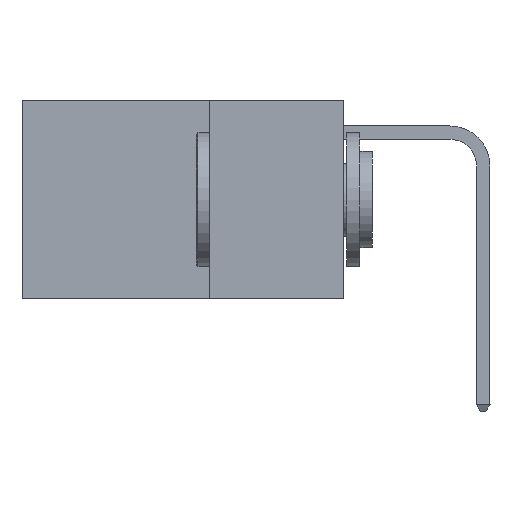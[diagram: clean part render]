
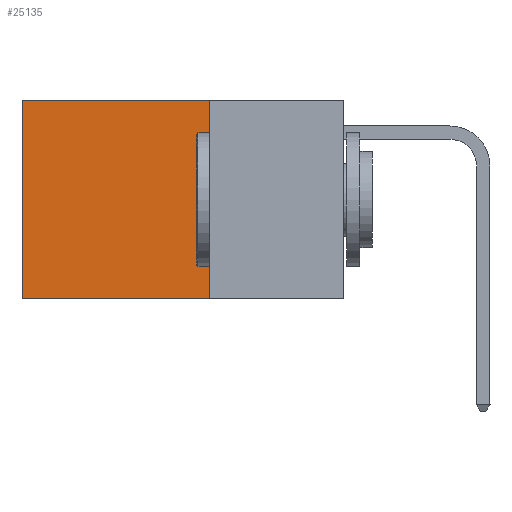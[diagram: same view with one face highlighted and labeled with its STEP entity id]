
A CAD part, left-side view. The second image highlights one B-rep face of the part: STEP entity #25135.
In plain terms, the highlighted planar face has unit normal (-1, 0, 0).
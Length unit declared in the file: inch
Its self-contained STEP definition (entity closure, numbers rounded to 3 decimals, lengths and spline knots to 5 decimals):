
#81 = LINE ( 'NONE', #17790, #12057 ) ;
#814 = ORIENTED_EDGE ( 'NONE', *, *, #6592, .T. ) ;
#1311 = VERTEX_POINT ( 'NONE', #17281 ) ;
#2115 = CARTESIAN_POINT ( 'NONE',  ( 0.2625, 0.6, 0. ) ) ;
#2993 = EDGE_CURVE ( 'NONE', #13238, #27049, #7434, .T. ) ;
#3175 = ORIENTED_EDGE ( 'NONE', *, *, #24040, .T. ) ;
#4588 = CARTESIAN_POINT ( 'NONE',  ( 0.2625, 0.25, -0.37 ) ) ;
#6592 = EDGE_CURVE ( 'NONE', #19661, #1311, #81, .T. ) ;
#6741 = DIRECTION ( 'NONE',  ( 0., 1., 0. ) ) ;
#7434 = LINE ( 'NONE', #20347, #13016 ) ;
#7769 = ORIENTED_EDGE ( 'NONE', *, *, #2993, .F. ) ;
#9086 = DIRECTION ( 'NONE',  ( 0., 0., -1. ) ) ;
#9147 = LINE ( 'NONE', #28646, #26599 ) ;
#9189 = EDGE_LOOP ( 'NONE', ( #814, #20063, #7769, #3175 ) ) ;
#9277 = AXIS2_PLACEMENT_3D ( 'NONE', #27944, #23305, #9086 ) ;
#11391 = PLANE ( 'NONE',  #9277 ) ;
#12057 = VECTOR ( 'NONE', #24932, 39.37008 ) ;
#13016 = VECTOR ( 'NONE', #20396, 39.37008 ) ;
#13238 = VERTEX_POINT ( 'NONE', #18909 ) ;
#13951 = LINE ( 'NONE', #20983, #26569 ) ;
#14486 = DIRECTION ( 'NONE',  ( 0., 1., 0. ) ) ;
#15784 = EDGE_CURVE ( 'NONE', #27049, #1311, #9147, .T. ) ;
#17281 = CARTESIAN_POINT ( 'NONE',  ( 0.2625, 0.6, -0.37 ) ) ;
#17790 = CARTESIAN_POINT ( 'NONE',  ( 0.2625, 0.6, 0. ) ) ;
#18909 = CARTESIAN_POINT ( 'NONE',  ( 0.2625, 0.25, 0. ) ) ;
#19661 = VERTEX_POINT ( 'NONE', #2115 ) ;
#20063 = ORIENTED_EDGE ( 'NONE', *, *, #15784, .F. ) ;
#20347 = CARTESIAN_POINT ( 'NONE',  ( 0.2625, 0.25, 0. ) ) ;
#20396 = DIRECTION ( 'NONE',  ( 0., 0., -1. ) ) ;
#20983 = CARTESIAN_POINT ( 'NONE',  ( 0.2625, 0.25, 0. ) ) ;
#21295 = FACE_OUTER_BOUND ( 'NONE', #9189, .T. ) ;
#23305 = DIRECTION ( 'NONE',  ( 1., 0., 0. ) ) ;
#24040 = EDGE_CURVE ( 'NONE', #13238, #19661, #13951, .T. ) ;
#24932 = DIRECTION ( 'NONE',  ( 0., 0., -1. ) ) ;
#25135 = ADVANCED_FACE ( 'NONE', ( #21295 ), #11391, .F. ) ;
#26569 = VECTOR ( 'NONE', #6741, 39.37008 ) ;
#26599 = VECTOR ( 'NONE', #14486, 39.37008 ) ;
#27049 = VERTEX_POINT ( 'NONE', #4588 ) ;
#27944 = CARTESIAN_POINT ( 'NONE',  ( 0.2625, 0.25, 0. ) ) ;
#28646 = CARTESIAN_POINT ( 'NONE',  ( 0.2625, 0.25, -0.37 ) ) ;
